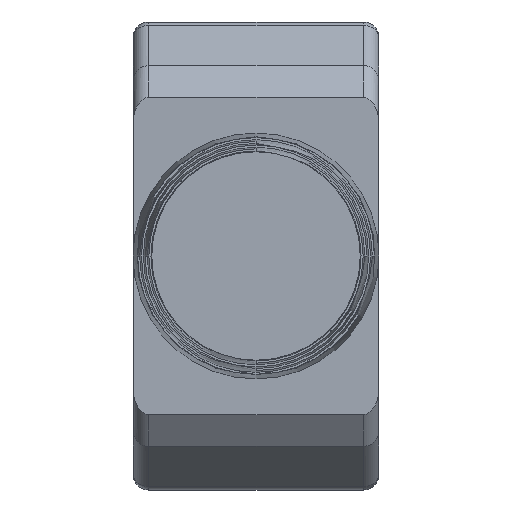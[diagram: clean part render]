
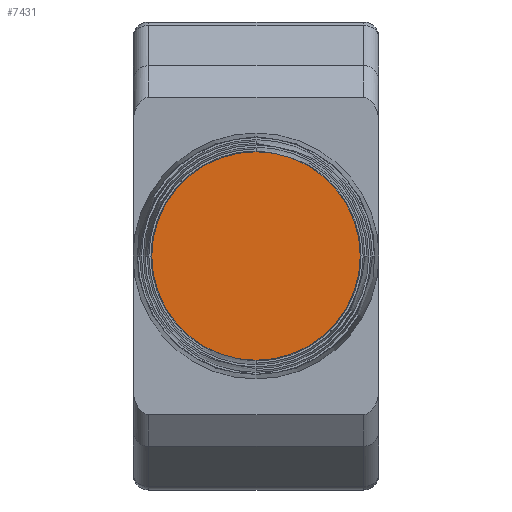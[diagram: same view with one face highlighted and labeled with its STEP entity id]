
A CAD part, front view. The second image highlights one B-rep face of the part: STEP entity #7431.
In plain terms, the highlighted planar face has unit normal (0, -1, 0).
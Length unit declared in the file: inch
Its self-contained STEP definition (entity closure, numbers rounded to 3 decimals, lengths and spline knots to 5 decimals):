
#661=FACE_OUTER_BOUND('',#1121,.T.);
#1121=EDGE_LOOP('',(#6480));
#2716=CIRCLE('',#7763,0.13142);
#3173=VERTEX_POINT('',#11118);
#4001=EDGE_CURVE('',#3173,#3173,#2716,.T.);
#6480=ORIENTED_EDGE('',*,*,#4001,.T.);
#6985=PLANE('',#8101);
#7431=ADVANCED_FACE('',(#661),#6985,.T.);
#7763=AXIS2_PLACEMENT_3D('',#11119,#8953,#8954);
#8101=AXIS2_PLACEMENT_3D('',#12992,#9920,#9921);
#8953=DIRECTION('center_axis',(0.,-1.,0.));
#8954=DIRECTION('ref_axis',(0.,0.,-1.));
#9920=DIRECTION('center_axis',(0.,-1.,0.));
#9921=DIRECTION('ref_axis',(0.,0.,-1.));
#11118=CARTESIAN_POINT('',(0.155,-0.13681,-0.42642));
#11119=CARTESIAN_POINT('Origin',(0.155,-0.13681,-0.295));
#12992=CARTESIAN_POINT('Origin',(0.155,-0.13681,-0.295));
